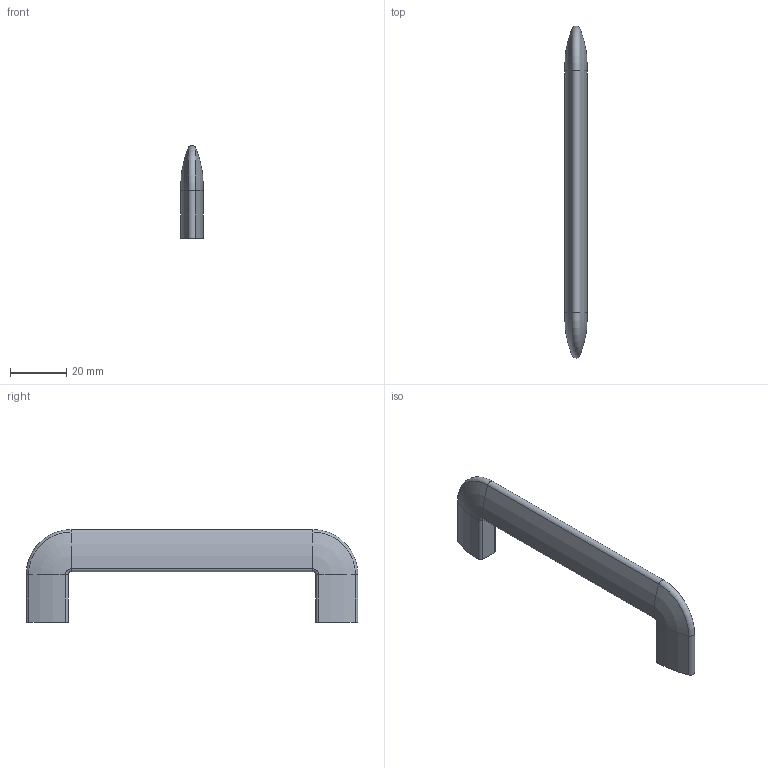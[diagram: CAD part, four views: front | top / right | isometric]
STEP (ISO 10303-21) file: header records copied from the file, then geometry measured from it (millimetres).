
FILE_DESCRIPTION(('Creo Elements/Direct Modeling STEP Export'),'2;1');
FILE_NAME('2182-118.stp','2017-09-06T15:51:18',(''),(''),'Creo Elements/Direct Modeling STEP processor for AP214 (Solid Model)','Creo Elements/Direct Modeling 20.0 12-Nov-2016 (C) Parametric Technology GmbH','');
FILE_SCHEMA(('AUTOMOTIVE_DESIGN { 1 0 10303 214 1 1 1 1 }'));
Length unit declared in the file: millimetre
Products named in the file (2): Griff.01
Assembly tree (1 placements, depth 2):
  Griff.01
    Griff.01
Bounding box: 8 x 118 x 33 mm (x, y, z)
Volume: 12898.7 mm3; surface area: 6053.2 mm2
Topology: 1 solids, 1 shells, 46 faces, 98 edges, 54 vertices
Faces by surface type: cylinder 26, torus 12, plane 4, cone 4
Entity records: 1251 total; most frequent: DIRECTION 238, CARTESIAN_POINT 188, ORIENTED_EDGE 188, AXIS2_PLACEMENT_3D 104, EDGE_CURVE 94, CIRCLE 56, VERTEX_POINT 54, EDGE_LOOP 50
